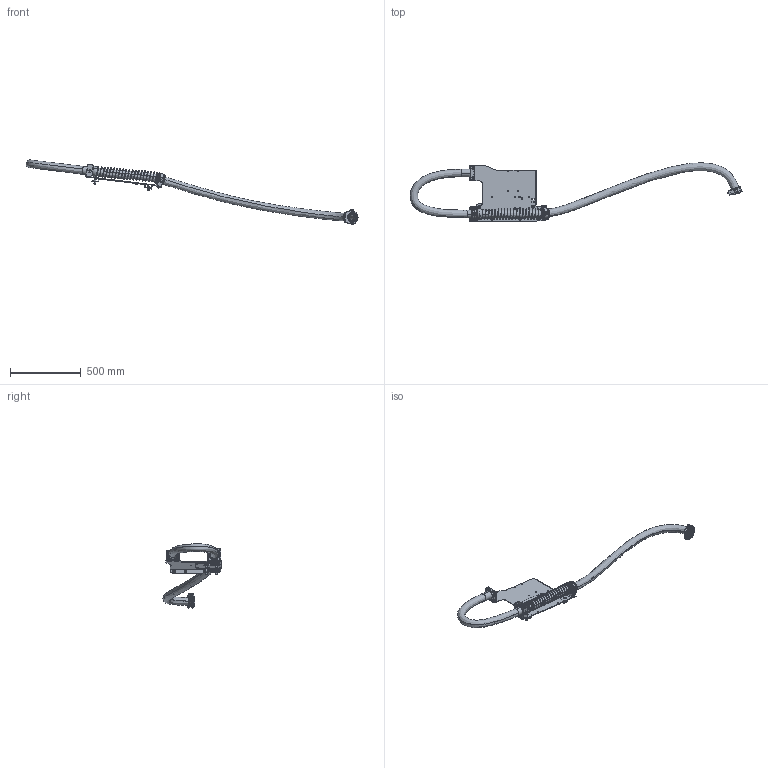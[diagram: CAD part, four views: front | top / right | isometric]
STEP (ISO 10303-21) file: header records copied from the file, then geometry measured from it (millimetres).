
FILE_DESCRIPTION (( 'STEP AP203' ), '1' );
FILE_NAME ('P2326-3.STEP', '2020-03-30T13:52:12', ( '' ), ( '' ), 'SwSTEP 2.0', 'SolidWorks 2019', '' );
FILE_SCHEMA (( 'CONFIG_CONTROL_DESIGN' ));
Products named in the file (1): P2326-3
Bounding box: 2344.83 x 412.39 x 454.18 mm (x, y, z)
Volume: 3132570.2 mm3; surface area: 1769974.5 mm2
Topology: 38 solids, 38 shells, 2960 faces, 7669 edges, 4856 vertices
Faces by surface type: plane 1008, cylinder 899, bspline 701, cone 162, torus 130, sphere 60
Entity records: 185557 total; most frequent: CARTESIAN_POINT 118145, ORIENTED_EDGE 15130, DIRECTION 12325, EDGE_CURVE 7565, VERTEX_POINT 4840, AXIS2_PLACEMENT_3D 4446, VECTOR 3433, LINE 3433
